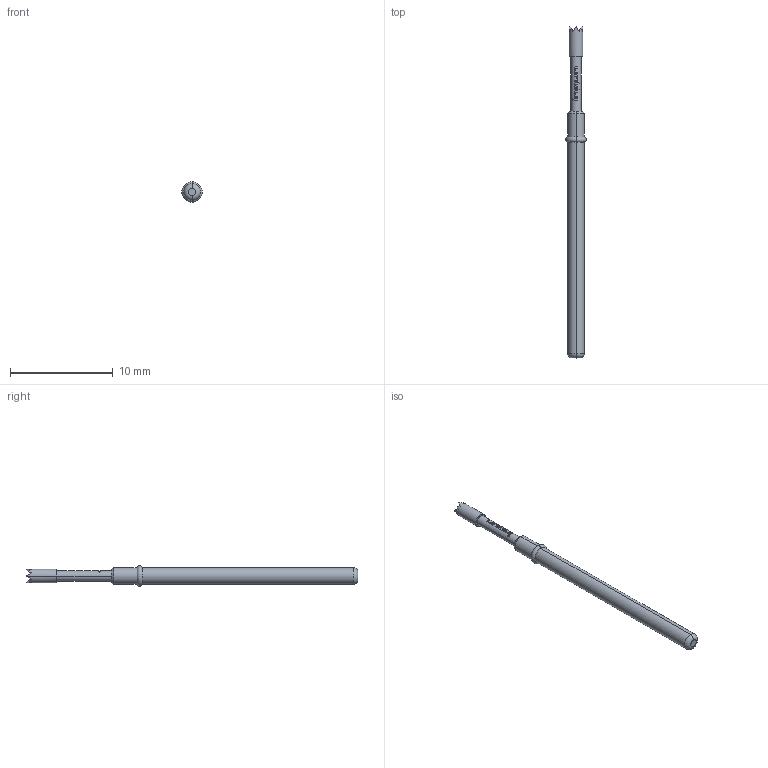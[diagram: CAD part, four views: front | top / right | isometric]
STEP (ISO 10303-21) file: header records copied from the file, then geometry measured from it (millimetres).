
FILE_DESCRIPTION (( 'STEP AP203' ), '1' );
FILE_NAME ('INGUN_GKS-112_306_130_R_xx03.STEP', '2020-08-19T12:26:59', ( '' ), ( '' ), 'SwSTEP 2.0', 'SolidWorks 2018', '' );
FILE_SCHEMA (( 'CONFIG_CONTROL_DESIGN' ));
Length unit declared in the file: millimetre
Products named in the file (1): INGUN_GKS-112_306_130_R_xx03
Bounding box: 2 x 32.3 x 2 mm (x, y, z)
Volume: 59.2 mm3; surface area: 158.7 mm2
Topology: 1 solids, 1 shells, 113 faces, 276 edges, 173 vertices
Faces by surface type: plane 63, bspline 30, cylinder 14, torus 4, cone 2
Entity records: 4301 total; most frequent: CARTESIAN_POINT 2087, ORIENTED_EDGE 552, EDGE_CURVE 276, DIRECTION 258, B_SPLINE_CURVE_WITH_KNOTS 186, VERTEX_POINT 173, EDGE_LOOP 121, FACE_OUTER_BOUND 113
